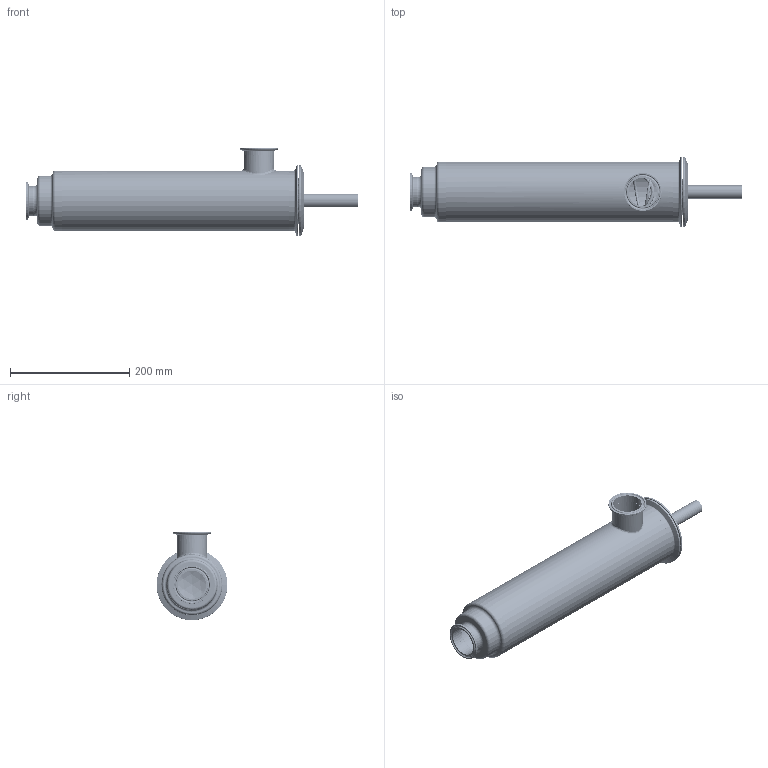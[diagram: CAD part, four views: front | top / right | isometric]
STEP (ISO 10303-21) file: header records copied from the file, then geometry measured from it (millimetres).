
FILE_DESCRIPTION(/* description */ (''),/* implementation_level */ '2;1');
FILE_NAME(/* name */ 'KEC02000.stp',/* time_stamp */ '2021-12-17T11:00:52-05:00',/* author */ ('ken'),/* organization */ (''),/* preprocessor_version */ 'ST-DEVELOPER v18.1',/* originating_system */ 'Autodesk Inventor 2020',/* authorisation */ '');
FILE_SCHEMA (('AUTOMOTIVE_DESIGN { 1 0 10303 214 3 1 1 }'));
Length unit declared in the file: inch
Products named in the file (13): KEC02000; KES02000; AAQ04000; HOUSING SIDE SPOOL 4X20; AAQ02000; KEM00010; ken00010; KEQ00030; KEP00030 COMPRESSED; KEQ00010; END CAP HANDLE; ABD04056; ABD04000
Assembly tree (13 placements, depth 4):
  KEC02000
    KES02000
    AAQ02000  x2
    AAQ04000
    HOUSING SIDE SPOOL 4X20
    KEM00010
    ken00010
    KEQ00030
    KEP00030 COMPRESSED
    KEQ00010
      END CAP HANDLE
      ABD04056
        ABD04000
Bounding box: 557.21 x 118.9 x 148.35 mm (x, y, z)
Volume: 558409 mm3; surface area: 496815.3 mm2
Topology: 11 solids, 11 shells, 1048 faces, 5127 edges, 4055 vertices
Faces by surface type: cylinder 935, torus 46, plane 40, cone 18, bspline 7, sphere 2
Full cylindrical faces by diameter (mm): 6.35 x900, 22.225 x2, 47.498 x4, 50.8 x4, 63.906 x2, 72.39 x1, 76.2 x1, 80.01 x1, 84.379 x1, 97.231 x1, 97.384 x2, 101.6 x3, 118.923 x2
Entity records: 111819 total; most frequent: CARTESIAN_POINT 73356, ORIENTED_EDGE 10126, EDGE_CURVE 5063, VERTEX_POINT 4002, DIRECTION 3738, B_SPLINE_CURVE_WITH_KNOTS 3729, EDGE_LOOP 2795, FACE_BOUND 1764
